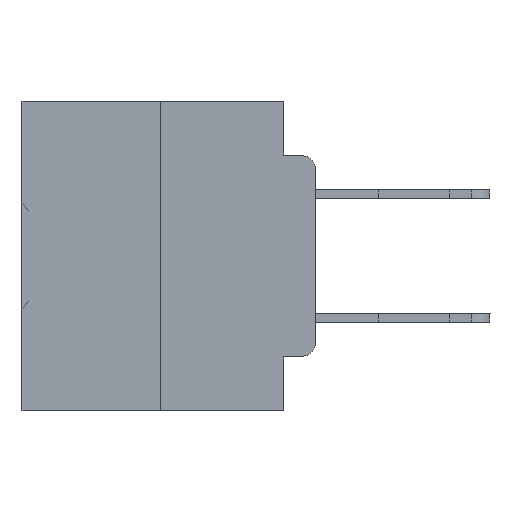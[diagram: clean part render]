
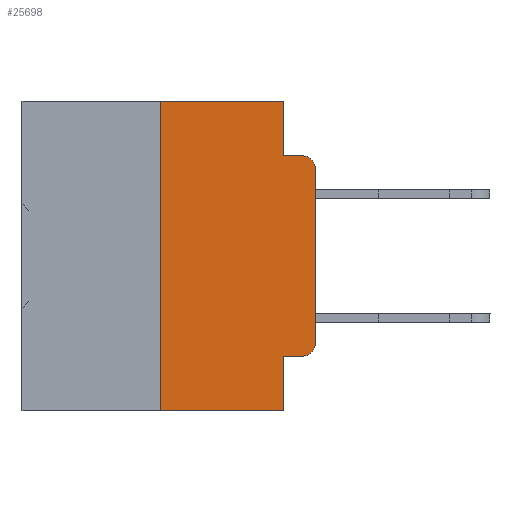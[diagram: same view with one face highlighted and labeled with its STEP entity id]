
A CAD part, left-side view. The second image highlights one B-rep face of the part: STEP entity #25698.
In plain terms, the highlighted planar face has unit normal (-1, 0, 0).
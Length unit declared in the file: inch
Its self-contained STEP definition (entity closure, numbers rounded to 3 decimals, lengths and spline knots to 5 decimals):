
#855 = CARTESIAN_POINT ( 'NONE',  ( 0., 0.25, 0. ) ) ;
#856 = DIRECTION ( 'NONE',  ( 0., 0., -1. ) ) ;
#979 = VECTOR ( 'NONE', #9823, 39.37008 ) ;
#2095 = ORIENTED_EDGE ( 'NONE', *, *, #17476, .F. ) ;
#2580 = LINE ( 'NONE', #22520, #33250 ) ;
#2806 = VERTEX_POINT ( 'NONE', #28430 ) ;
#3151 = DIRECTION ( 'NONE',  ( 0., 0., -1. ) ) ;
#3381 = DIRECTION ( 'NONE',  ( 0., 0., -1. ) ) ;
#3519 = EDGE_LOOP ( 'NONE', ( #3695, #23406, #4065, #6285, #2095, #19124, #7131, #24635, #35710, #26722 ) ) ;
#3695 = ORIENTED_EDGE ( 'NONE', *, *, #26407, .T. ) ;
#4065 = ORIENTED_EDGE ( 'NONE', *, *, #25822, .F. ) ;
#4095 = VECTOR ( 'NONE', #32650, 39.37008 ) ;
#4965 = VECTOR ( 'NONE', #16369, 39.37008 ) ;
#5034 = VERTEX_POINT ( 'NONE', #30964 ) ;
#5653 = DIRECTION ( 'NONE',  ( 1., 0., 0. ) ) ;
#5861 = VERTEX_POINT ( 'NONE', #34199 ) ;
#6014 = CARTESIAN_POINT ( 'NONE',  ( 0., 0.473, 0. ) ) ;
#6285 = ORIENTED_EDGE ( 'NONE', *, *, #31226, .F. ) ;
#6806 = CARTESIAN_POINT ( 'NONE',  ( 0., 0.051, 0. ) ) ;
#7131 = ORIENTED_EDGE ( 'NONE', *, *, #16771, .T. ) ;
#7984 = LINE ( 'NONE', #15140, #20987 ) ;
#9687 = LINE ( 'NONE', #35632, #4095 ) ;
#9761 = CARTESIAN_POINT ( 'NONE',  ( 0., 0.02, -0.1085 ) ) ;
#9823 = DIRECTION ( 'NONE',  ( 0., 0., 1. ) ) ;
#10662 = CARTESIAN_POINT ( 'NONE',  ( 0., 0.473, -0.5 ) ) ;
#11017 = VECTOR ( 'NONE', #17378, 39.37008 ) ;
#12265 = DIRECTION ( 'NONE',  ( 0., 0., -1. ) ) ;
#12277 = VERTEX_POINT ( 'NONE', #27069 ) ;
#13189 = EDGE_CURVE ( 'NONE', #5861, #14387, #20547, .T. ) ;
#13451 = DIRECTION ( 'NONE',  ( 0., 0., -1. ) ) ;
#13487 = LINE ( 'NONE', #36041, #34466 ) ;
#13588 = DIRECTION ( 'NONE',  ( -1., 0., 0. ) ) ;
#14056 = CIRCLE ( 'NONE', #36246, 0.02 ) ;
#14387 = VERTEX_POINT ( 'NONE', #37210 ) ;
#15087 = PLANE ( 'NONE',  #34077 ) ;
#15140 = CARTESIAN_POINT ( 'NONE',  ( 0., 0.051, 0. ) ) ;
#16168 = CARTESIAN_POINT ( 'NONE',  ( 0., 0., -0.1085 ) ) ;
#16369 = DIRECTION ( 'NONE',  ( 0., -1., 0. ) ) ;
#16771 = EDGE_CURVE ( 'NONE', #12277, #14387, #24451, .T. ) ;
#17378 = DIRECTION ( 'NONE',  ( 0., -1., 0. ) ) ;
#17476 = EDGE_CURVE ( 'NONE', #18151, #26265, #2580, .T. ) ;
#17718 = EDGE_CURVE ( 'NONE', #32680, #20809, #19777, .T. ) ;
#18151 = VERTEX_POINT ( 'NONE', #25915 ) ;
#18970 = EDGE_CURVE ( 'NONE', #12277, #18151, #25184, .T. ) ;
#19124 = ORIENTED_EDGE ( 'NONE', *, *, #18970, .F. ) ;
#19777 = CIRCLE ( 'NONE', #24371, 0.02 ) ;
#19871 = EDGE_CURVE ( 'NONE', #5861, #32680, #37581, .T. ) ;
#20547 = LINE ( 'NONE', #6806, #28925 ) ;
#20809 = VERTEX_POINT ( 'NONE', #21464 ) ;
#20987 = VECTOR ( 'NONE', #12265, 39.37008 ) ;
#21199 = DIRECTION ( 'NONE',  ( -1., 0., 0. ) ) ;
#21464 = CARTESIAN_POINT ( 'NONE',  ( 0., 0., -0.3915 ) ) ;
#22520 = CARTESIAN_POINT ( 'NONE',  ( 0., 0.473, 0. ) ) ;
#23406 = ORIENTED_EDGE ( 'NONE', *, *, #30949, .T. ) ;
#24371 = AXIS2_PLACEMENT_3D ( 'NONE', #31271, #13588, #13451 ) ;
#24451 = LINE ( 'NONE', #10662, #4965 ) ;
#24635 = ORIENTED_EDGE ( 'NONE', *, *, #13189, .F. ) ;
#25184 = LINE ( 'NONE', #855, #979 ) ;
#25612 = CARTESIAN_POINT ( 'NONE',  ( 0., 0.02, -0.4115 ) ) ;
#25698 = ADVANCED_FACE ( 'NONE', ( #32568 ), #15087, .F. ) ;
#25822 = EDGE_CURVE ( 'NONE', #2806, #5034, #13487, .T. ) ;
#25915 = CARTESIAN_POINT ( 'NONE',  ( 0., 0.25, 0. ) ) ;
#26265 = VERTEX_POINT ( 'NONE', #37894 ) ;
#26407 = EDGE_CURVE ( 'NONE', #20809, #37704, #9687, .T. ) ;
#26722 = ORIENTED_EDGE ( 'NONE', *, *, #17718, .T. ) ;
#27069 = CARTESIAN_POINT ( 'NONE',  ( 0., 0.25, -0.5 ) ) ;
#28430 = CARTESIAN_POINT ( 'NONE',  ( 0., 0.051, -0.0885 ) ) ;
#28522 = DIRECTION ( 'NONE',  ( 0., -1., 0. ) ) ;
#28925 = VECTOR ( 'NONE', #856, 39.37008 ) ;
#30176 = DIRECTION ( 'NONE',  ( 0., -1., 0. ) ) ;
#30949 = EDGE_CURVE ( 'NONE', #37704, #5034, #14056, .T. ) ;
#30964 = CARTESIAN_POINT ( 'NONE',  ( 0., 0.02, -0.0885 ) ) ;
#31226 = EDGE_CURVE ( 'NONE', #26265, #2806, #7984, .T. ) ;
#31271 = CARTESIAN_POINT ( 'NONE',  ( 0., 0.02, -0.3915 ) ) ;
#32209 = CARTESIAN_POINT ( 'NONE',  ( 0., 0.051, -0.4115 ) ) ;
#32568 = FACE_OUTER_BOUND ( 'NONE', #3519, .T. ) ;
#32650 = DIRECTION ( 'NONE',  ( 0., 0., 1. ) ) ;
#32680 = VERTEX_POINT ( 'NONE', #25612 ) ;
#33250 = VECTOR ( 'NONE', #28522, 39.37008 ) ;
#34077 = AXIS2_PLACEMENT_3D ( 'NONE', #6014, #5653, #3151 ) ;
#34199 = CARTESIAN_POINT ( 'NONE',  ( 0., 0.051, -0.4115 ) ) ;
#34466 = VECTOR ( 'NONE', #30176, 39.37008 ) ;
#35632 = CARTESIAN_POINT ( 'NONE',  ( 0., 0., 0. ) ) ;
#35710 = ORIENTED_EDGE ( 'NONE', *, *, #19871, .T. ) ;
#36041 = CARTESIAN_POINT ( 'NONE',  ( 0., 0.051, -0.0885 ) ) ;
#36246 = AXIS2_PLACEMENT_3D ( 'NONE', #9761, #21199, #3381 ) ;
#37210 = CARTESIAN_POINT ( 'NONE',  ( 0., 0.051, -0.5 ) ) ;
#37581 = LINE ( 'NONE', #32209, #11017 ) ;
#37704 = VERTEX_POINT ( 'NONE', #16168 ) ;
#37894 = CARTESIAN_POINT ( 'NONE',  ( 0., 0.051, 0. ) ) ;
